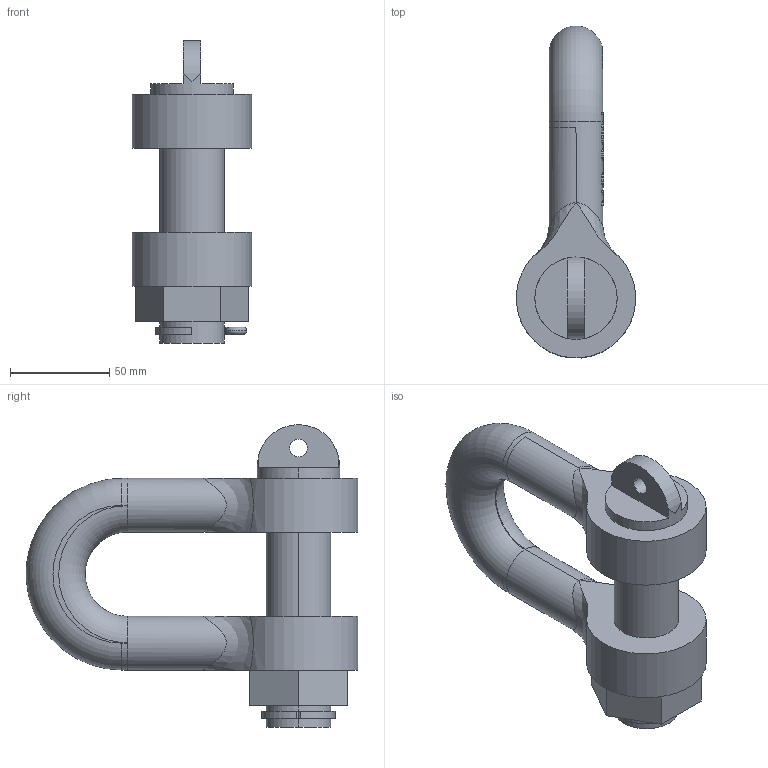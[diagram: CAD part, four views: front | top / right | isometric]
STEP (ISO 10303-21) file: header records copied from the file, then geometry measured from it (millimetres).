
FILE_DESCRIPTION((''),'2;1');
FILE_NAME('4VC-SCH4','2005-01-19T',('jakubetz'),(''),'PRO/ENGINEER BY PARAMETRIC TECHNOLOGY CORPORATION, 2001400','PRO/ENGINEER BY PARAMETRIC TECHNOLOGY CORPORATION, 2001400','');
FILE_SCHEMA(('CONFIG_CONTROL_DESIGN'));
Length unit declared in the file: millimetre
Products named in the file (1): 4VC-SCH4
Bounding box: 59.85 x 166.79 x 152.1 mm (x, y, z)
Volume: 385423.1 mm3; surface area: 50318.5 mm2
Topology: 1 solids, 3 shells, 362 faces, 1009 edges, 668 vertices
Faces by surface type: plane 303, cylinder 37, torus 15, bspline 7
Entity records: 12698 total; most frequent: CARTESIAN_POINT 3695, ORIENTED_EDGE 2014, DIRECTION 1628, EDGE_CURVE 1009, VERTEX_POINT 668, VECTOR 642, LINE 642, AXIS2_PLACEMENT_3D 493
